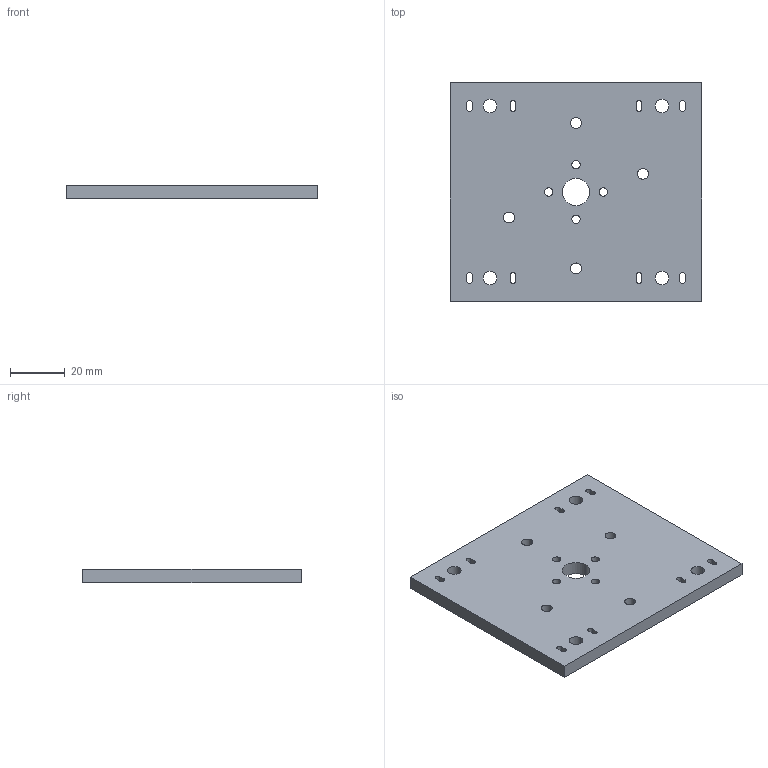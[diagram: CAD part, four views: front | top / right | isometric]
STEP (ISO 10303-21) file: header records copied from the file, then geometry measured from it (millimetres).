
FILE_DESCRIPTION (( 'STEP AP203' ), '1' );
FILE_NAME ('base firest wrist_Default_sldprt.STEP', '2018-11-15T10:23:14', ( '' ), ( '' ), 'SwSTEP 2.0', 'SolidWorks 2018', '' );
FILE_SCHEMA (( 'CONFIG_CONTROL_DESIGN' ));
Length unit declared in the file: millimetre
Products named in the file (1): base firest wrist_Default_sldprt
Bounding box: 92 x 80 x 5 mm (x, y, z)
Volume: 35336.2 mm3; surface area: 17176.9 mm2
Topology: 1 solids, 1 shells, 64 faces, 186 edges, 124 vertices
Faces by surface type: cylinder 42, plane 22
Entity records: 2315 total; most frequent: DIRECTION 400, CARTESIAN_POINT 375, ORIENTED_EDGE 372, EDGE_CURVE 186, AXIS2_PLACEMENT_3D 149, VERTEX_POINT 124, EDGE_LOOP 106, LINE 102
